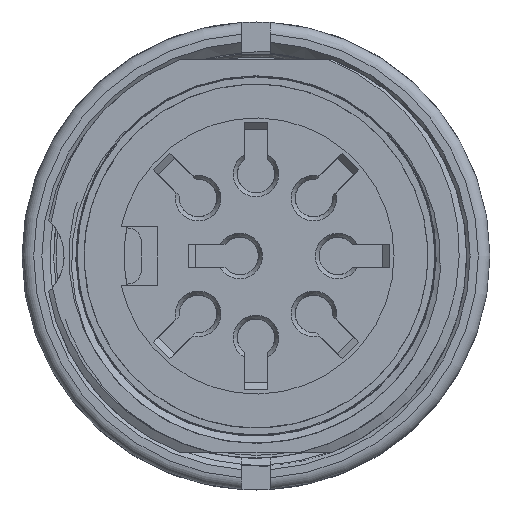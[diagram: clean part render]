
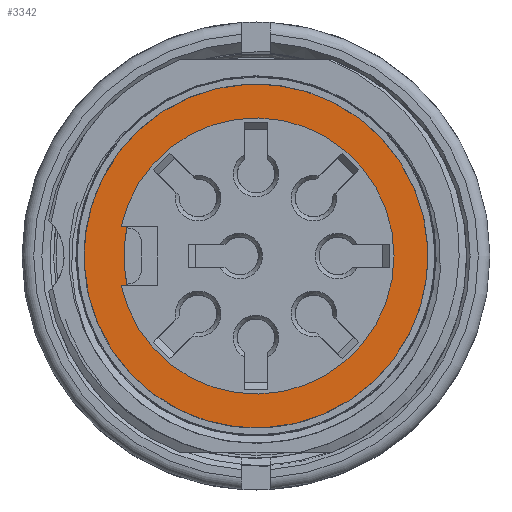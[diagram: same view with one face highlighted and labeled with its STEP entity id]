
A CAD part, front view. The second image highlights one B-rep face of the part: STEP entity #3342.
In plain terms, the highlighted planar face has unit normal (0, -1, 0).
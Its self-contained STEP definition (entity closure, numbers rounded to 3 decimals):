
#1871=FACE_BOUND('',#5478,.T.);
#1872=FACE_BOUND('',#5479,.T.);
#2541=CIRCLE('',#18511,5.9);
#2542=CIRCLE('',#18521,5.65);
#2543=CIRCLE('',#18523,7.35);
#3342=ADVANCED_FACE('',(#1871,#1872),#3833,.T.);
#3833=PLANE('',#18524);
#5478=EDGE_LOOP('',(#10637));
#5479=EDGE_LOOP('',(#10638,#10639,#10640,#10641));
#10637=ORIENTED_EDGE('',*,*,#14749,.T.);
#10638=ORIENTED_EDGE('',*,*,#12841,.F.);
#10639=ORIENTED_EDGE('',*,*,#14748,.T.);
#10640=ORIENTED_EDGE('',*,*,#12835,.F.);
#10641=ORIENTED_EDGE('',*,*,#14747,.T.);
#11188=VERTEX_POINT('',#30964);
#11189=VERTEX_POINT('',#30966);
#11192=VERTEX_POINT('',#30977);
#11193=VERTEX_POINT('',#30979);
#12426=VERTEX_POINT('',#38113);
#12835=EDGE_CURVE('',#11188,#11189,#14957,.T.);
#12841=EDGE_CURVE('',#11192,#11193,#14963,.T.);
#14747=EDGE_CURVE('',#11188,#11193,#2541,.T.);
#14748=EDGE_CURVE('',#11192,#11189,#2542,.T.);
#14749=EDGE_CURVE('',#12426,#12426,#2543,.T.);
#14957=LINE('',#30965,#16284);
#14963=LINE('',#30978,#16290);
#16284=VECTOR('',#18906,1.);
#16290=VECTOR('',#18918,1.);
#18511=AXIS2_PLACEMENT_3D('',#38100,#21908,#21909);
#18521=AXIS2_PLACEMENT_3D('',#38110,#21928,#21929);
#18523=AXIS2_PLACEMENT_3D('',#38112,#21932,#21933);
#18524=AXIS2_PLACEMENT_3D('',#38114,#21934,#21935);
#18906=DIRECTION('',(1.,0.,0.));
#18918=DIRECTION('',(-1.,0.,0.));
#21908=DIRECTION('',(0.,1.,0.));
#21909=DIRECTION('',(0.,0.,-1.));
#21928=DIRECTION('',(0.,1.,0.));
#21929=DIRECTION('',(0.547,0.,-0.837));
#21932=DIRECTION('',(0.,-1.,0.));
#21933=DIRECTION('',(0.547,0.,-0.837));
#21934=DIRECTION('',(0.,-1.,0.));
#21935=DIRECTION('',(0.837,0.,0.547));
#30964=CARTESIAN_POINT('',(-5.17,-17.756,1.25));
#30965=CARTESIAN_POINT('',(-5.855,-17.756,1.25));
#30966=CARTESIAN_POINT('',(-4.914,-17.756,1.25));
#30977=CARTESIAN_POINT('',(-4.914,-17.756,-1.25));
#30978=CARTESIAN_POINT('',(-3.604,-17.756,-1.25));
#30979=CARTESIAN_POINT('',(-5.17,-17.756,-1.25));
#38100=CARTESIAN_POINT('',(0.596,-17.756,0.));
#38110=CARTESIAN_POINT('',(0.596,-17.756,0.));
#38112=CARTESIAN_POINT('',(0.596,-17.756,0.));
#38113=CARTESIAN_POINT('',(4.616,-17.756,-6.153));
#38114=CARTESIAN_POINT('',(0.596,-17.756,0.));
